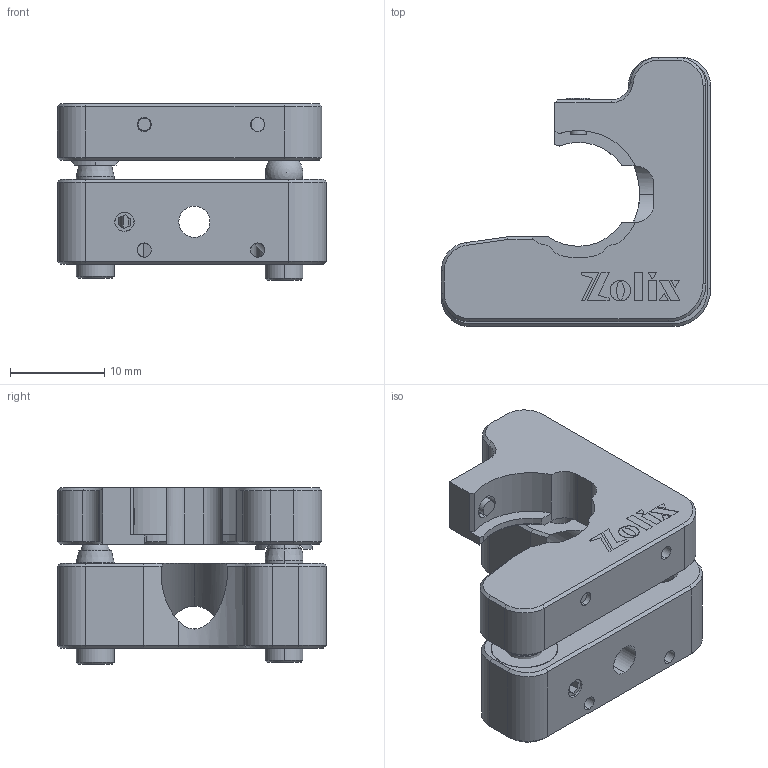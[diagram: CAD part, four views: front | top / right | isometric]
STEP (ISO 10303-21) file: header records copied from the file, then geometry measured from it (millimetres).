
FILE_DESCRIPTION (( 'STEP AP203' ), '1' );
FILE_NAME ('NMM12.7-D.step', '2019-05-09T09:00:13', ( '' ), ( '' ), 'SwSTEP 2.0', 'SolidWorks 2016', '' );
FILE_SCHEMA (( 'CONFIG_CONTROL_DESIGN' ));
Length unit declared in the file: millimetre
Products named in the file (1): NMM12.7-D
Bounding box: 28.5 x 28.5 x 18.7 mm (x, y, z)
Surface area: 4945.2 mm2 (no closed solid volume)
Topology: 0 solids, 25 shells, 286 faces, 1021 edges, 737 vertices
Faces by surface type: plane 140, cylinder 93, cone 47, sphere 6
Entity records: 11429 total; most frequent: CARTESIAN_POINT 2717, DIRECTION 1779, ORIENTED_EDGE 1624, EDGE_CURVE 1004, VERTEX_POINT 728, VECTOR 683, LINE 683, AXIS2_PLACEMENT_3D 548
